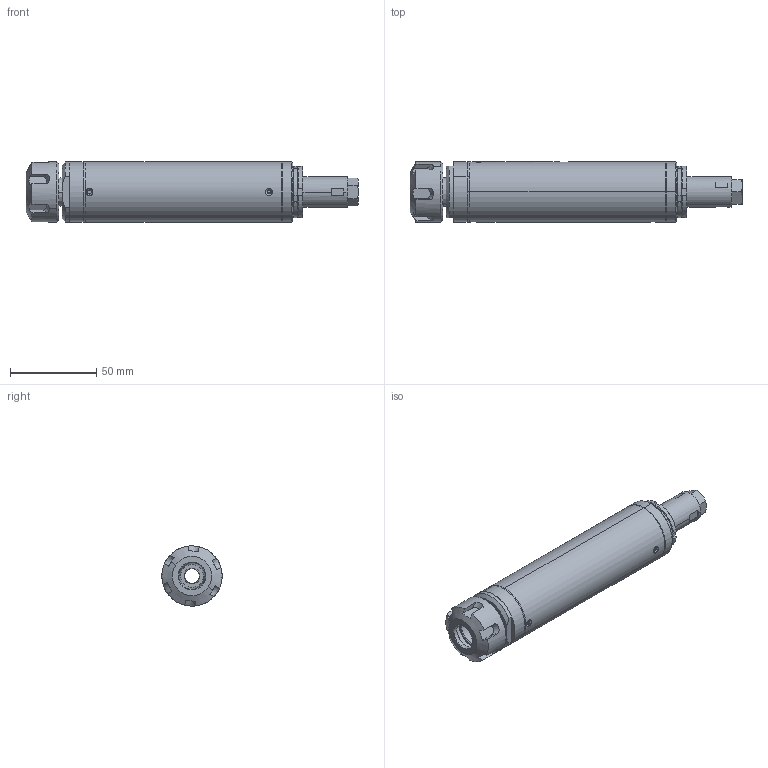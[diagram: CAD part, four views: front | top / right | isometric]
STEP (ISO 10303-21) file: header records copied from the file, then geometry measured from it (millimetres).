
FILE_DESCRIPTION (( 'STEP AP203' ), '1' );
FILE_NAME ('QUILL GE1053.STEP', '2014-01-28T09:58:46', ( 'PGM-BE' ), ( '' ), 'SwSTEP 2.0', 'SolidWorks 2011', '' );
FILE_SCHEMA (( 'CONFIG_CONTROL_DESIGN' ));
Length unit declared in the file: metre
Products named in the file (1): QUILL GE1053
Bounding box: 193 x 35 x 35 mm (x, y, z)
Surface area: 29578.2 mm2 (no closed solid volume)
Topology: 0 solids, 13 shells, 219 faces, 723 edges, 514 vertices
Faces by surface type: plane 100, cone 62, cylinder 51, bspline 4, sphere 2
Entity records: 9817 total; most frequent: CARTESIAN_POINT 3680, ORIENTED_EDGE 1206, DIRECTION 1200, EDGE_CURVE 723, VERTEX_POINT 514, AXIS2_PLACEMENT_3D 454, VECTOR 292, LINE 292
